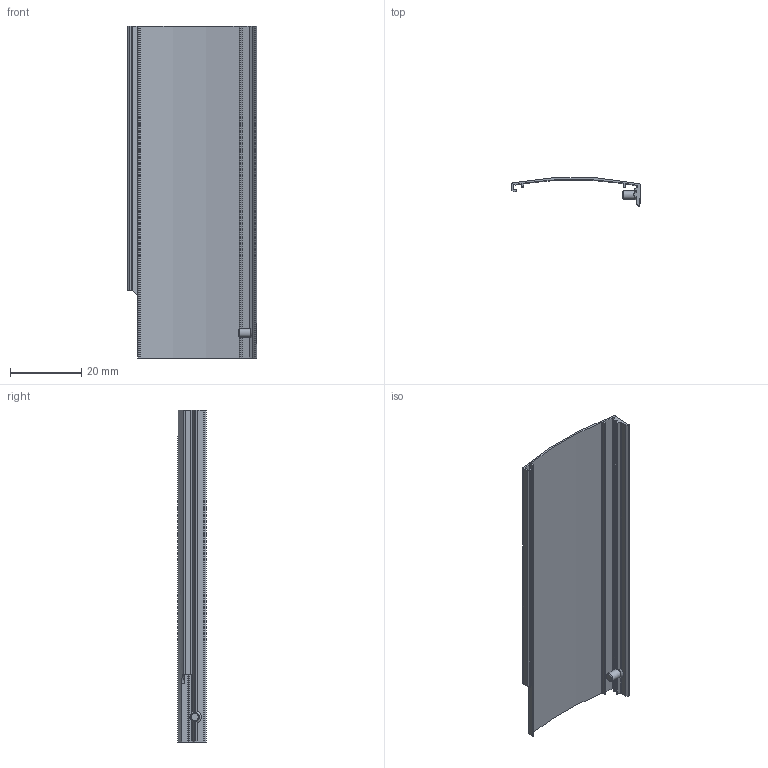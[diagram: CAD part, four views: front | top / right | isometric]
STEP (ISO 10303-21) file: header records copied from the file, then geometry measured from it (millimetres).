
FILE_DESCRIPTION(/* description */ ('STEP AP214'),/* implementation_level */ '2;1');
FILE_NAME(/* name */ '1087413_DADS-AB-G6-8-80',/* time_stamp */ '2024-08-13T14:29:41+02:00',/* author */ ('License CC BY-ND 4.0'),/* organization */ ('CADENAS'),/* preprocessor_version */ 'ST-DEVELOPER v19.3',/* originating_system */ 'PARTsolutions',/* authorisation */ ' ');
FILE_SCHEMA (('MODEL_BASED_INTEGRATED_MANUFACTURING_SCHEMA','AUTOMOTIVE_DESIGN {1 0 10303 214 3 1 1}'));
Length unit declared in the file: millimetre
Products named in the file (3): 1087413 DADS-AB-G6-8-80; 1117638 DADS-AB-G6-8-80---(P); 747266 M2.5x5_Torx
Assembly tree (2 placements, depth 2):
  1087413 DADS-AB-G6-8-80
    1117638 DADS-AB-G6-8-80---(P)
    747266 M2.5x5_Torx
Bounding box: 36.26 x 8 x 93 mm (x, y, z)
Volume: 2803 mm3; surface area: 8805.1 mm2
Topology: 2 solids, 2 shells, 88 faces, 250 edges, 163 vertices
Faces by surface type: cylinder 48, plane 30, cone 10
Full cylindrical faces by diameter (mm): 2.5 x1, 4.5 x1
Entity records: 2977 total; most frequent: CARTESIAN_POINT 684, ORIENTED_EDGE 482, DIRECTION 443, EDGE_CURVE 241, AXIS2_PLACEMENT_3D 162, VERTEX_POINT 161, LINE 119, VECTOR 119
